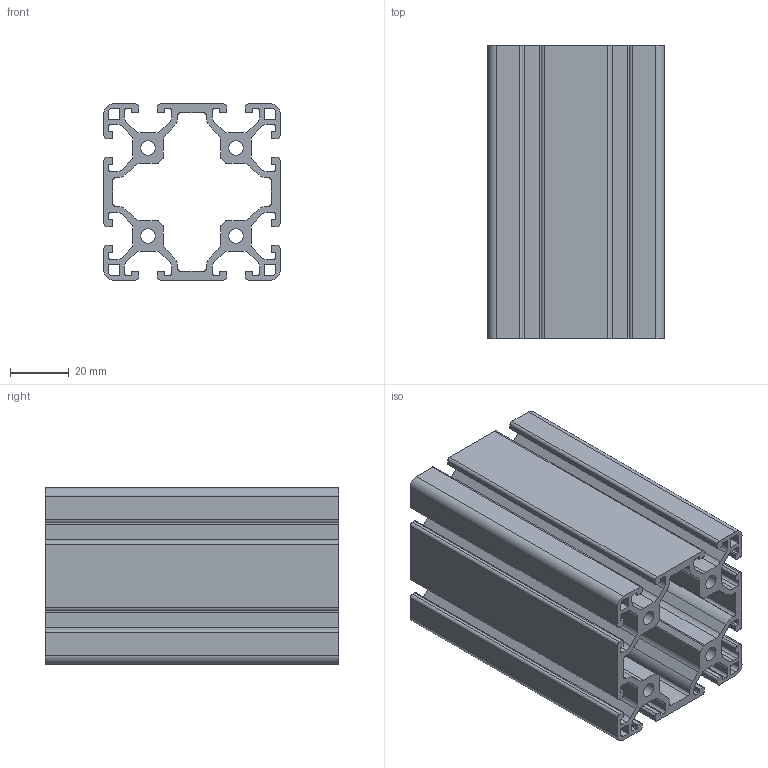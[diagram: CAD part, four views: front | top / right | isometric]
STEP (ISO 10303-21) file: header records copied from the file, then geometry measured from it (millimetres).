
FILE_DESCRIPTION(('FreeCAD Model'),'2;1');
FILE_NAME('Open CASCADE Shape Model','2024-03-18T17:23:04',(''),(''), 'Open CASCADE STEP processor 7.6','FreeCAD','Unknown');
FILE_SCHEMA(('AUTOMOTIVE_DESIGN { 1 0 10303 214 1 1 1 1 }'));
Length unit declared in the file: millimetre
Products named in the file (1): STI6-6060
Bounding box: 60 x 100 x 60 mm (x, y, z)
Volume: 101008.6 mm3; surface area: 85620.7 mm2
Topology: 1 solids, 1 shells, 334 faces, 1000 edges, 668 vertices
Faces by surface type: cylinder 168, plane 166
Full cylindrical faces by diameter (mm): 5 x4
Entity records: 24602 total; most frequent: CARTESIAN_POINT 4391, DIRECTION 3942, LINE 2316, VECTOR 2316, ORIENTED_EDGE 2000, PCURVE 2000, DEFINITIONAL_REPRESENTATION 2000, EDGE_CURVE 1000
